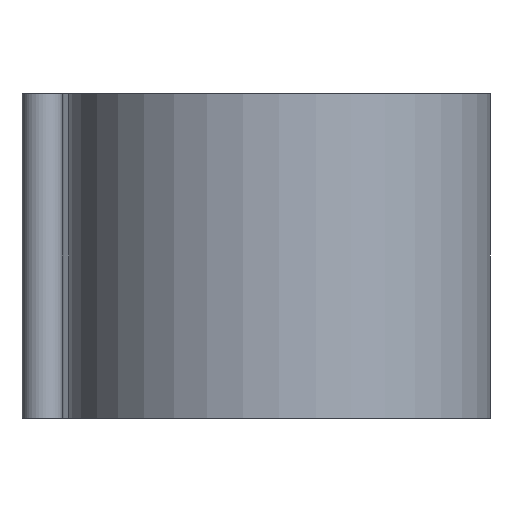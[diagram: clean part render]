
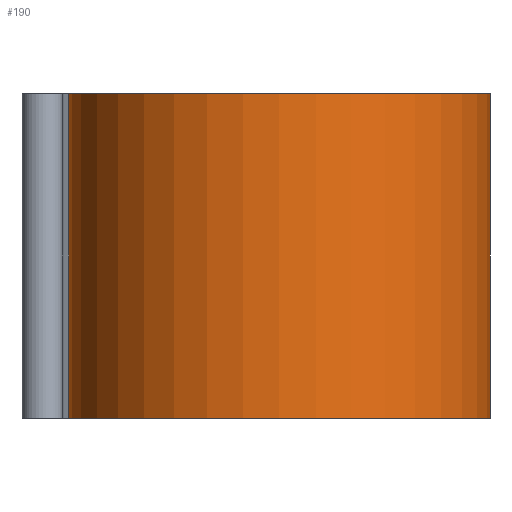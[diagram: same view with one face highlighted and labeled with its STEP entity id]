
A CAD part, front view. The second image highlights one B-rep face of the part: STEP entity #190.
In plain terms, the highlighted cylindrical face has radius 26 mm (diameter 52 mm), a partial arc.
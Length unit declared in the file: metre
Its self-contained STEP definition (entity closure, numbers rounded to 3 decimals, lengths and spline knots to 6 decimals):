
#20=CIRCLE('',#223,0.026);
#21=CIRCLE('',#224,0.026);
#30=CYLINDRICAL_SURFACE('',#222,0.026);
#57=ORIENTED_EDGE('',*,*,#106,.T.);
#58=ORIENTED_EDGE('',*,*,#107,.F.);
#59=ORIENTED_EDGE('',*,*,#108,.F.);
#60=ORIENTED_EDGE('',*,*,#104,.T.);
#104=EDGE_CURVE('',#127,#126,#141,.T.);
#106=EDGE_CURVE('',#126,#128,#20,.T.);
#107=EDGE_CURVE('',#129,#128,#143,.T.);
#108=EDGE_CURVE('',#127,#129,#21,.T.);
#126=VERTEX_POINT('',#334);
#127=VERTEX_POINT('',#336);
#128=VERTEX_POINT('',#340);
#129=VERTEX_POINT('',#342);
#141=LINE('',#335,#154);
#143=LINE('',#341,#156);
#154=VECTOR('',#272,1.);
#156=VECTOR('',#278,1.);
#164=EDGE_LOOP('',(#57,#58,#59,#60));
#175=FACE_BOUND('',#164,.T.);
#190=ADVANCED_FACE('',(#175),#30,.T.);
#222=AXIS2_PLACEMENT_3D('',#338,#274,#275);
#223=AXIS2_PLACEMENT_3D('',#339,#276,#277);
#224=AXIS2_PLACEMENT_3D('',#343,#279,#280);
#272=DIRECTION('',(0.,0.,-1.));
#274=DIRECTION('',(0.,0.,-1.));
#275=DIRECTION('',(-1.,0.,0.));
#276=DIRECTION('',(0.,0.,1.));
#277=DIRECTION('',(1.,0.,0.));
#278=DIRECTION('',(0.,0.,-1.));
#279=DIRECTION('',(0.,0.,1.));
#280=DIRECTION('',(1.,0.,0.));
#334=CARTESIAN_POINT('',(-0.008742,-0.041141,0.));
#335=CARTESIAN_POINT('',(-0.008742,-0.041141,0.04));
#336=CARTESIAN_POINT('',(-0.008742,-0.041141,0.04));
#338=CARTESIAN_POINT('',(0.013775,-0.054141,0.04));
#339=CARTESIAN_POINT('',(0.013775,-0.054141,0.));
#340=CARTESIAN_POINT('',(0.039775,-0.054141,0.));
#341=CARTESIAN_POINT('',(0.039775,-0.054141,0.04));
#342=CARTESIAN_POINT('',(0.039775,-0.054141,0.04));
#343=CARTESIAN_POINT('',(0.013775,-0.054141,0.04));
